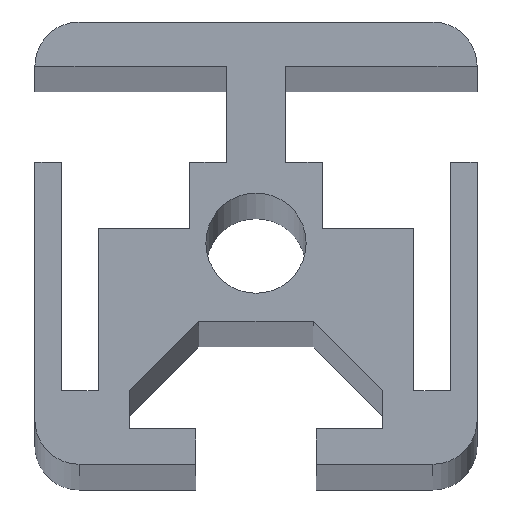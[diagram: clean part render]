
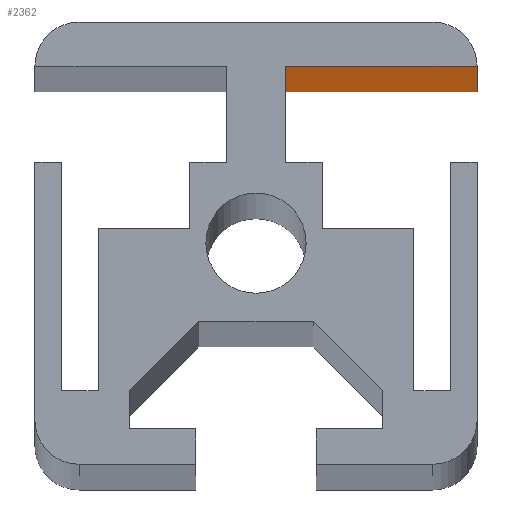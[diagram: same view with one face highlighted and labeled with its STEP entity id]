
A CAD part, top view. The second image highlights one B-rep face of the part: STEP entity #2362.
In plain terms, the highlighted planar face has unit normal (0, -1, 0).
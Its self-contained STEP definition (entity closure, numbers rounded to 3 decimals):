
#1225=ORIENTED_EDGE('',*,*,#1699,.T.);
#1226=ORIENTED_EDGE('',*,*,#1700,.F.);
#1227=ORIENTED_EDGE('',*,*,#1696,.F.);
#1228=ORIENTED_EDGE('',*,*,#1701,.T.);
#1420=VECTOR('',#1934,1.);
#1423=VECTOR('',#1939,1.);
#1424=VECTOR('',#1940,1.);
#1425=VECTOR('',#1941,1.);
#1520=LINE('',#2157,#1420);
#1523=LINE('',#2163,#1423);
#1524=LINE('',#2164,#1424);
#1525=LINE('',#2165,#1425);
#1603=VERTEX_POINT('',#2155);
#1604=VERTEX_POINT('',#2156);
#1605=VERTEX_POINT('',#2161);
#1606=VERTEX_POINT('',#2162);
#1696=EDGE_CURVE('',#1603,#1604,#1520,.T.);
#1699=EDGE_CURVE('',#1605,#1606,#1523,.T.);
#1700=EDGE_CURVE('',#1604,#1606,#1524,.T.);
#1701=EDGE_CURVE('',#1603,#1605,#1525,.T.);
#1766=EDGE_LOOP('',(#1225,#1226,#1227,#1228));
#1808=FACE_BOUND('',#1766,.T.);
#1934=DIRECTION('',(-1000.,0.,0.));
#1937=DIRECTION('',(0.,-1.,0.));
#1938=DIRECTION('',(-1.,0.,0.));
#1939=DIRECTION('',(-1000.,0.,0.));
#1940=DIRECTION('',(0.,0.,13.));
#1941=DIRECTION('',(0.,0.,13.));
#2155=CARTESIAN_POINT('',(1000.,12.,2.));
#2156=CARTESIAN_POINT('',(0.,12.,2.));
#2157=CARTESIAN_POINT('',(1000.,12.,2.));
#2160=CARTESIAN_POINT('',(1000.,12.,15.));
#2161=CARTESIAN_POINT('',(1000.,12.,15.));
#2162=CARTESIAN_POINT('',(0.,12.,15.));
#2163=CARTESIAN_POINT('',(1000.,12.,15.));
#2164=CARTESIAN_POINT('',(0.,12.,2.));
#2165=CARTESIAN_POINT('',(1000.,12.,2.));
#2279=AXIS2_PLACEMENT_3D('',#2160,#1937,#1938);
#2327=PLANE('',#2279);
#2362=ADVANCED_FACE('',(#1808),#2327,.T.);
